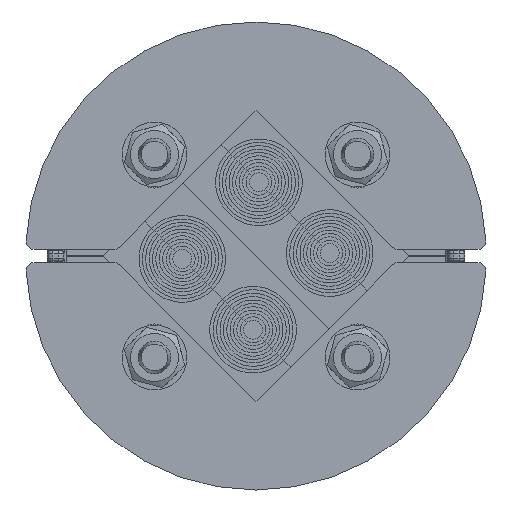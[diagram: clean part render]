
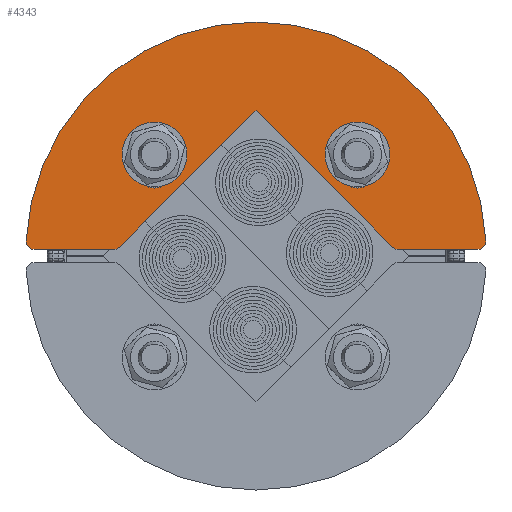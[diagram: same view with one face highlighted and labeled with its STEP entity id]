
A CAD part, front view. The second image highlights one B-rep face of the part: STEP entity #4343.
In plain terms, the highlighted face is planar.
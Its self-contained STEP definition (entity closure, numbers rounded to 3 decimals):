
#446=LINE('',#7712,#743);
#457=LINE('',#7752,#754);
#461=LINE('',#7766,#758);
#464=LINE('',#7775,#761);
#467=LINE('',#7782,#764);
#470=LINE('',#7791,#767);
#473=LINE('',#7798,#770);
#474=LINE('',#7800,#771);
#743=VECTOR('',#5891,10.);
#754=VECTOR('',#5926,10.);
#758=VECTOR('',#5944,10.);
#761=VECTOR('',#5953,10.);
#764=VECTOR('',#5962,10.);
#767=VECTOR('',#5971,10.);
#770=VECTOR('',#5980,10.);
#771=VECTOR('',#5983,10.);
#1041=FACE_BOUND('',#1611,.T.);
#1042=FACE_BOUND('',#1612,.T.);
#1106=PLANE('',#5022);
#1321=FACE_OUTER_BOUND('',#1610,.T.);
#1610=EDGE_LOOP('',(#3615,#3616,#3617,#3618,#3619,#3620,#3621,#3622,#3623));
#1611=EDGE_LOOP('',(#3624,#3625,#3626,#3627));
#1612=EDGE_LOOP('',(#3628,#3629,#3630,#3631));
#1872=CIRCLE('',#4987,1.5);
#1882=CIRCLE('',#5000,1.5);
#1883=CIRCLE('',#5003,1.5);
#1884=CIRCLE('',#5005,42.5);
#1885=CIRCLE('',#5007,1.5);
#1886=CIRCLE('',#5010,3.1);
#1887=CIRCLE('',#5013,3.1);
#1888=CIRCLE('',#5016,3.1);
#1889=CIRCLE('',#5019,3.1);
#2155=VERTEX_POINT('',#7699);
#2156=VERTEX_POINT('',#7700);
#2160=VERTEX_POINT('',#7710);
#2175=VERTEX_POINT('',#7744);
#2176=VERTEX_POINT('',#7745);
#2177=VERTEX_POINT('',#7750);
#2178=VERTEX_POINT('',#7754);
#2179=VERTEX_POINT('',#7758);
#2180=VERTEX_POINT('',#7762);
#2181=VERTEX_POINT('',#7768);
#2182=VERTEX_POINT('',#7770);
#2183=VERTEX_POINT('',#7774);
#2184=VERTEX_POINT('',#7778);
#2185=VERTEX_POINT('',#7784);
#2186=VERTEX_POINT('',#7786);
#2187=VERTEX_POINT('',#7790);
#2188=VERTEX_POINT('',#7794);
#2647=EDGE_CURVE('',#2155,#2156,#1872,.T.);
#2653=EDGE_CURVE('',#2155,#2160,#446,.T.);
#2669=EDGE_CURVE('',#2175,#2176,#1882,.T.);
#2673=EDGE_CURVE('',#2175,#2177,#457,.T.);
#2675=EDGE_CURVE('',#2178,#2160,#1883,.T.);
#2677=EDGE_CURVE('',#2178,#2179,#1884,.T.);
#2678=EDGE_CURVE('',#2180,#2179,#1885,.T.);
#2680=EDGE_CURVE('',#2180,#2176,#461,.T.);
#2682=EDGE_CURVE('',#2182,#2181,#1886,.T.);
#2684=EDGE_CURVE('',#2183,#2182,#464,.T.);
#2686=EDGE_CURVE('',#2184,#2183,#1887,.T.);
#2688=EDGE_CURVE('',#2181,#2184,#467,.T.);
#2690=EDGE_CURVE('',#2186,#2185,#1888,.T.);
#2692=EDGE_CURVE('',#2187,#2186,#470,.T.);
#2694=EDGE_CURVE('',#2188,#2187,#1889,.T.);
#2696=EDGE_CURVE('',#2185,#2188,#473,.T.);
#2697=EDGE_CURVE('',#2177,#2156,#474,.T.);
#3615=ORIENTED_EDGE('',*,*,#2647,.F.);
#3616=ORIENTED_EDGE('',*,*,#2653,.T.);
#3617=ORIENTED_EDGE('',*,*,#2675,.F.);
#3618=ORIENTED_EDGE('',*,*,#2677,.T.);
#3619=ORIENTED_EDGE('',*,*,#2678,.F.);
#3620=ORIENTED_EDGE('',*,*,#2680,.T.);
#3621=ORIENTED_EDGE('',*,*,#2669,.F.);
#3622=ORIENTED_EDGE('',*,*,#2673,.T.);
#3623=ORIENTED_EDGE('',*,*,#2697,.T.);
#3624=ORIENTED_EDGE('',*,*,#2686,.T.);
#3625=ORIENTED_EDGE('',*,*,#2684,.T.);
#3626=ORIENTED_EDGE('',*,*,#2682,.T.);
#3627=ORIENTED_EDGE('',*,*,#2688,.T.);
#3628=ORIENTED_EDGE('',*,*,#2694,.T.);
#3629=ORIENTED_EDGE('',*,*,#2692,.T.);
#3630=ORIENTED_EDGE('',*,*,#2690,.T.);
#3631=ORIENTED_EDGE('',*,*,#2696,.T.);
#4343=ADVANCED_FACE('',(#1321,#1041,#1042),#1106,.T.);
#4987=AXIS2_PLACEMENT_3D('',#7701,#5881,#5882);
#5000=AXIS2_PLACEMENT_3D('',#7746,#5919,#5920);
#5003=AXIS2_PLACEMENT_3D('',#7756,#5930,#5931);
#5005=AXIS2_PLACEMENT_3D('',#7760,#5935,#5936);
#5007=AXIS2_PLACEMENT_3D('',#7763,#5939,#5940);
#5010=AXIS2_PLACEMENT_3D('',#7771,#5948,#5949);
#5013=AXIS2_PLACEMENT_3D('',#7779,#5957,#5958);
#5016=AXIS2_PLACEMENT_3D('',#7787,#5966,#5967);
#5019=AXIS2_PLACEMENT_3D('',#7795,#5975,#5976);
#5022=AXIS2_PLACEMENT_3D('',#7801,#5984,#5985);
#5881=DIRECTION('center_axis',(0.,0.,-1.));
#5882=DIRECTION('ref_axis',(-0.383,-0.924,0.));
#5891=DIRECTION('',(1.,0.,0.));
#5919=DIRECTION('center_axis',(0.,0.,-1.));
#5920=DIRECTION('ref_axis',(0.383,-0.924,0.));
#5926=DIRECTION('',(0.707,0.707,0.));
#5930=DIRECTION('center_axis',(0.,0.,-1.));
#5931=DIRECTION('ref_axis',(0.724,-0.69,0.));
#5935=DIRECTION('center_axis',(0.,0.,1.));
#5936=DIRECTION('ref_axis',(1.,0.012,0.));
#5939=DIRECTION('center_axis',(0.,0.,-1.));
#5940=DIRECTION('ref_axis',(-0.724,-0.69,0.));
#5944=DIRECTION('',(1.,0.,0.));
#5948=DIRECTION('center_axis',(0.,0.,-1.));
#5949=DIRECTION('ref_axis',(1.,0.,0.));
#5953=DIRECTION('',(0.,1.,0.));
#5957=DIRECTION('center_axis',(0.,0.,-1.));
#5958=DIRECTION('ref_axis',(-1.,0.,0.));
#5962=DIRECTION('',(0.,-1.,0.));
#5966=DIRECTION('center_axis',(0.,0.,-1.));
#5967=DIRECTION('ref_axis',(-1.,0.,0.));
#5971=DIRECTION('',(0.,-1.,0.));
#5975=DIRECTION('center_axis',(0.,0.,-1.));
#5976=DIRECTION('ref_axis',(1.,0.,0.));
#5980=DIRECTION('',(0.,1.,0.));
#5983=DIRECTION('',(0.707,-0.707,0.));
#5984=DIRECTION('center_axis',(0.,0.,1.));
#5985=DIRECTION('ref_axis',(1.,0.,0.));
#7699=CARTESIAN_POINT('',(26.284,0.5,2.));
#7700=CARTESIAN_POINT('',(25.224,0.939,2.));
#7701=CARTESIAN_POINT('Origin',(26.284,2.,2.));
#7710=CARTESIAN_POINT('',(40.951,0.5,2.));
#7712=CARTESIAN_POINT('',(25.663,0.5,2.));
#7744=CARTESIAN_POINT('',(-25.224,0.939,2.));
#7745=CARTESIAN_POINT('',(-26.284,0.5,2.));
#7746=CARTESIAN_POINT('Origin',(-26.284,2.,2.));
#7750=CARTESIAN_POINT('',(0.,26.163,2.));
#7752=CARTESIAN_POINT('',(-25.663,0.5,2.));
#7754=CARTESIAN_POINT('',(42.449,2.073,2.));
#7756=CARTESIAN_POINT('Origin',(40.951,2.,2.));
#7758=CARTESIAN_POINT('',(-42.449,2.073,2.));
#7760=CARTESIAN_POINT('Origin',(0.,0.,2.));
#7762=CARTESIAN_POINT('',(-40.951,0.5,2.));
#7763=CARTESIAN_POINT('Origin',(-40.951,2.,2.));
#7766=CARTESIAN_POINT('',(-42.497,0.5,2.));
#7768=CARTESIAN_POINT('',(21.838,18.738,2.));
#7770=CARTESIAN_POINT('',(15.638,18.738,2.));
#7771=CARTESIAN_POINT('Origin',(18.738,18.738,2.));
#7774=CARTESIAN_POINT('',(15.638,14.938,2.));
#7775=CARTESIAN_POINT('',(15.638,16.45,2.));
#7778=CARTESIAN_POINT('',(21.838,14.938,2.));
#7779=CARTESIAN_POINT('Origin',(18.738,14.938,2.));
#7782=CARTESIAN_POINT('',(21.838,18.35,2.));
#7784=CARTESIAN_POINT('',(-21.838,14.938,2.));
#7786=CARTESIAN_POINT('',(-15.638,14.938,2.));
#7787=CARTESIAN_POINT('Origin',(-18.738,14.938,2.));
#7790=CARTESIAN_POINT('',(-15.638,18.738,2.));
#7791=CARTESIAN_POINT('',(-15.638,18.35,2.));
#7794=CARTESIAN_POINT('',(-21.838,18.738,2.));
#7795=CARTESIAN_POINT('Origin',(-18.738,18.738,2.));
#7798=CARTESIAN_POINT('',(-21.838,16.45,2.));
#7800=CARTESIAN_POINT('',(0.,26.163,2.));
#7801=CARTESIAN_POINT('Origin',(0.,17.962,2.));
